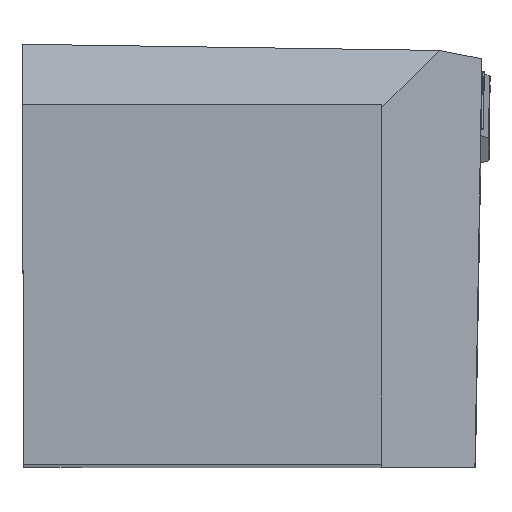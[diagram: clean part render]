
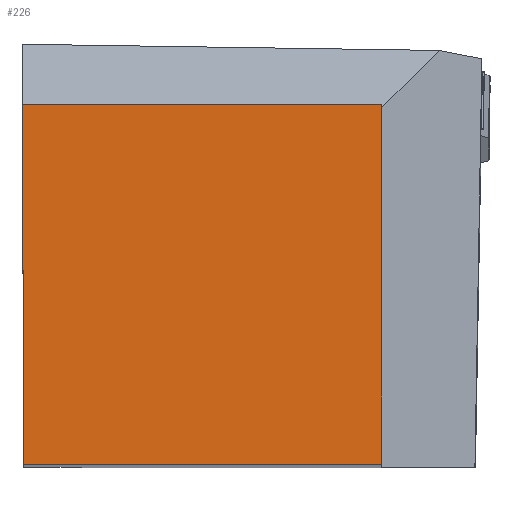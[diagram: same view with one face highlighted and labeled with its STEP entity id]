
A CAD part, top view. The second image highlights one B-rep face of the part: STEP entity #226.
In plain terms, the highlighted planar face has unit normal (0, 0, 1).
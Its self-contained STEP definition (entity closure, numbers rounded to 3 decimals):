
#161=PLANE('',#1490);
#226=ADVANCED_FACE('BLANK_BOXF006',(#304),#161,.F.);
#304=FACE_OUTER_BOUND('',#374,.T.);
#374=EDGE_LOOP('',(#717,#718,#719,#720));
#717=ORIENTED_EDGE('',*,*,#1042,.T.);
#718=ORIENTED_EDGE('',*,*,#1043,.T.);
#719=ORIENTED_EDGE('',*,*,#1044,.T.);
#720=ORIENTED_EDGE('',*,*,#1021,.T.);
#857=VERTEX_POINT('',#2352);
#858=VERTEX_POINT('',#2354);
#872=VERTEX_POINT('',#2395);
#873=VERTEX_POINT('',#2397);
#1021=EDGE_CURVE('',#858,#857,#1158,.T.);
#1042=EDGE_CURVE('',#857,#872,#1179,.T.);
#1043=EDGE_CURVE('',#872,#873,#1180,.T.);
#1044=EDGE_CURVE('',#873,#858,#1181,.T.);
#1158=LINE('',#2353,#1295);
#1179=LINE('',#2394,#1316);
#1180=LINE('',#2396,#1317);
#1181=LINE('',#2398,#1318);
#1295=VECTOR('',#1798,1.);
#1316=VECTOR('',#1831,1.);
#1317=VECTOR('',#1832,1.);
#1318=VECTOR('',#1833,1.);
#1490=AXIS2_PLACEMENT_3D('',#2399,#1834,#1835);
#1798=DIRECTION('',(1.,0.,0.));
#1831=DIRECTION('',(0.,1.,0.));
#1832=DIRECTION('',(-1.,0.,0.));
#1833=DIRECTION('',(0.004,-1.,0.));
#1834=DIRECTION('',(0.,0.,-1.));
#1835=DIRECTION('',(0.,-1.,0.));
#2352=CARTESIAN_POINT('',(24.875,0.,0.));
#2353=CARTESIAN_POINT('',(-151.35,0.,0.));
#2354=CARTESIAN_POINT('',(0.109,0.,0.));
#2394=CARTESIAN_POINT('',(24.875,-151.35,0.));
#2395=CARTESIAN_POINT('',(24.875,24.875,0.));
#2396=CARTESIAN_POINT('',(151.35,24.875,0.));
#2397=CARTESIAN_POINT('',(0.,24.875,0.));
#2398=CARTESIAN_POINT('',(-0.552,151.349,0.));
#2399=CARTESIAN_POINT('',(57.225,-5.,0.));
